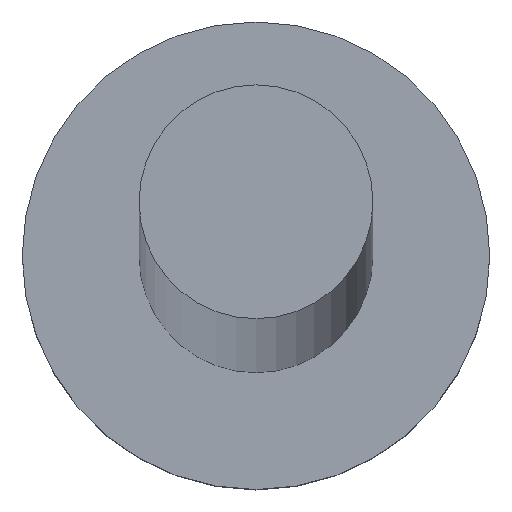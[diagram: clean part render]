
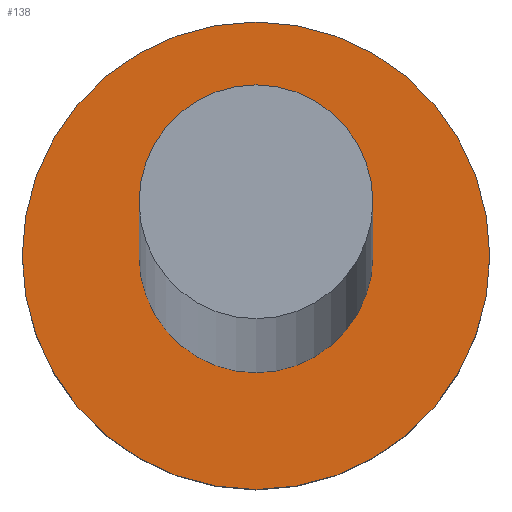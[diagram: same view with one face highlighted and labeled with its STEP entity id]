
A CAD part, top view. The second image highlights one B-rep face of the part: STEP entity #138.
In plain terms, the highlighted planar face has unit normal (0, 0, 1).
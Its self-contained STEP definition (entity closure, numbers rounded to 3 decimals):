
#2 = DIRECTION ( 'NONE',  ( 1., 0., 0. ) ) ;
#8 = VERTEX_POINT ( 'NONE', #52 ) ;
#10 = VERTEX_POINT ( 'NONE', #224 ) ;
#15 = CARTESIAN_POINT ( 'NONE',  ( 0., 0., 3. ) ) ;
#17 = CIRCLE ( 'NONE', #171, 3. ) ;
#19 = AXIS2_PLACEMENT_3D ( 'NONE', #185, #146, #201 ) ;
#30 = ORIENTED_EDGE ( 'NONE', *, *, #85, .T. ) ;
#35 = EDGE_CURVE ( 'NONE', #8, #110, #134, .T. ) ;
#38 = CARTESIAN_POINT ( 'NONE',  ( -1.5, 0., 3. ) ) ;
#41 = AXIS2_PLACEMENT_3D ( 'NONE', #136, #82, #2 ) ;
#43 = CARTESIAN_POINT ( 'NONE',  ( -3., 0., 3. ) ) ;
#50 = DIRECTION ( 'NONE',  ( 1., 0., 0. ) ) ;
#52 = CARTESIAN_POINT ( 'NONE',  ( 1.5, 0., 3. ) ) ;
#72 = DIRECTION ( 'NONE',  ( 1., 0., 0. ) ) ;
#80 = EDGE_CURVE ( 'NONE', #10, #169, #17, .T. ) ;
#82 = DIRECTION ( 'NONE',  ( 0., 0., 1. ) ) ;
#83 = EDGE_LOOP ( 'NONE', ( #123, #197 ) ) ;
#85 = EDGE_CURVE ( 'NONE', #169, #10, #204, .T. ) ;
#97 = FACE_BOUND ( 'NONE', #83, .T. ) ;
#105 = EDGE_LOOP ( 'NONE', ( #30, #177 ) ) ;
#110 = VERTEX_POINT ( 'NONE', #38 ) ;
#123 = ORIENTED_EDGE ( 'NONE', *, *, #226, .F. ) ;
#130 = DIRECTION ( 'NONE',  ( 0., 0., 1. ) ) ;
#134 = CIRCLE ( 'NONE', #214, 1.5 ) ;
#136 = CARTESIAN_POINT ( 'NONE',  ( 0., 0., 3. ) ) ;
#138 = ADVANCED_FACE ( 'NONE', ( #97, #208 ), #211, .T. ) ;
#139 = CIRCLE ( 'NONE', #41, 1.5 ) ;
#145 = AXIS2_PLACEMENT_3D ( 'NONE', #210, #155, #233 ) ;
#146 = DIRECTION ( 'NONE',  ( 0., 0., 1. ) ) ;
#155 = DIRECTION ( 'NONE',  ( 0., 0., 1. ) ) ;
#169 = VERTEX_POINT ( 'NONE', #43 ) ;
#171 = AXIS2_PLACEMENT_3D ( 'NONE', #243, #206, #72 ) ;
#177 = ORIENTED_EDGE ( 'NONE', *, *, #80, .T. ) ;
#185 = CARTESIAN_POINT ( 'NONE',  ( 0., 0., 3. ) ) ;
#197 = ORIENTED_EDGE ( 'NONE', *, *, #35, .F. ) ;
#201 = DIRECTION ( 'NONE',  ( 1., 0., 0. ) ) ;
#204 = CIRCLE ( 'NONE', #19, 3. ) ;
#206 = DIRECTION ( 'NONE',  ( 0., 0., 1. ) ) ;
#208 = FACE_OUTER_BOUND ( 'NONE', #105, .T. ) ;
#210 = CARTESIAN_POINT ( 'NONE',  ( 0., 0., 3. ) ) ;
#211 = PLANE ( 'NONE',  #145 ) ;
#214 = AXIS2_PLACEMENT_3D ( 'NONE', #15, #130, #50 ) ;
#224 = CARTESIAN_POINT ( 'NONE',  ( 3., 0., 3. ) ) ;
#226 = EDGE_CURVE ( 'NONE', #110, #8, #139, .T. ) ;
#233 = DIRECTION ( 'NONE',  ( 1., 0., 0. ) ) ;
#243 = CARTESIAN_POINT ( 'NONE',  ( 0., 0., 3. ) ) ;
